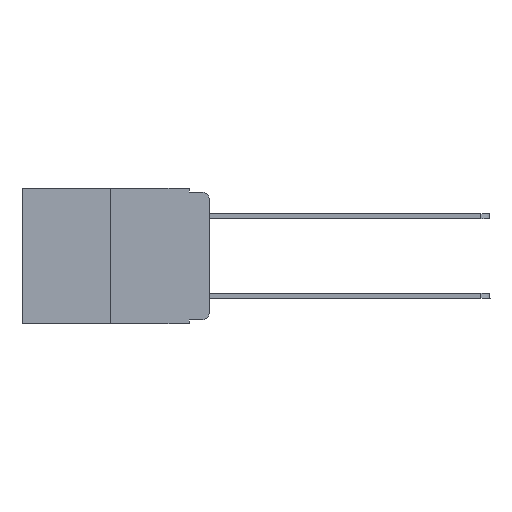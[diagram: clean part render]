
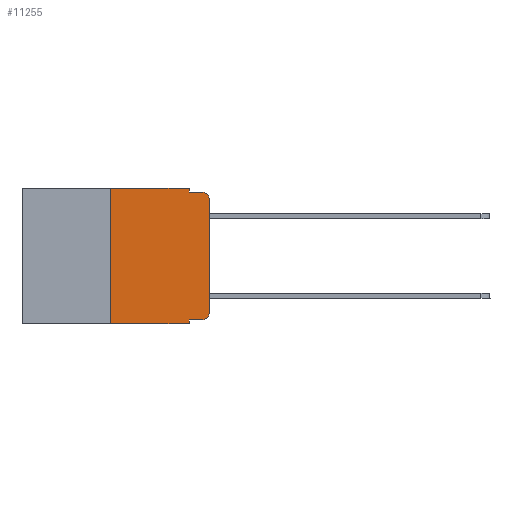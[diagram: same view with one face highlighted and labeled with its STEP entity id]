
A CAD part, left-side view. The second image highlights one B-rep face of the part: STEP entity #11255.
In plain terms, the highlighted planar face has unit normal (-1, 0, 0).
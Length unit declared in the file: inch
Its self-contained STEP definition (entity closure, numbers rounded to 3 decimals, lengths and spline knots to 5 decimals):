
#146 = DIRECTION ( 'NONE',  ( 0., 0., -1. ) ) ;
#289 = EDGE_LOOP ( 'NONE', ( #3226, #1005, #7472, #4746, #4244, #6820, #14542, #1785, #3796, #12827 ) ) ;
#576 = VERTEX_POINT ( 'NONE', #1808 ) ;
#1001 = CARTESIAN_POINT ( 'NONE',  ( 0., 0.051, -0.01 ) ) ;
#1005 = ORIENTED_EDGE ( 'NONE', *, *, #4870, .T. ) ;
#1039 = CARTESIAN_POINT ( 'NONE',  ( 0., 0.051, -0.333 ) ) ;
#1077 = CARTESIAN_POINT ( 'NONE',  ( 0., 0., 0. ) ) ;
#1102 = DIRECTION ( 'NONE',  ( 1., 0., 0. ) ) ;
#1237 = CARTESIAN_POINT ( 'NONE',  ( 0., 0.25, 0. ) ) ;
#1295 = LINE ( 'NONE', #1001, #6515 ) ;
#1785 = ORIENTED_EDGE ( 'NONE', *, *, #4131, .F. ) ;
#1808 = CARTESIAN_POINT ( 'NONE',  ( 0., 0.02, -0.333 ) ) ;
#1816 = VERTEX_POINT ( 'NONE', #11901 ) ;
#1845 = VECTOR ( 'NONE', #5862, 39.37008 ) ;
#2157 = DIRECTION ( 'NONE',  ( 0., -1., 0. ) ) ;
#2193 = DIRECTION ( 'NONE',  ( 0., -1., 0. ) ) ;
#2407 = DIRECTION ( 'NONE',  ( 0., 0., -1. ) ) ;
#2423 = VECTOR ( 'NONE', #146, 39.37008 ) ;
#2944 = VECTOR ( 'NONE', #9620, 39.37008 ) ;
#2973 = AXIS2_PLACEMENT_3D ( 'NONE', #5588, #3193, #3232 ) ;
#3193 = DIRECTION ( 'NONE',  ( -1., 0., 0. ) ) ;
#3226 = ORIENTED_EDGE ( 'NONE', *, *, #12844, .T. ) ;
#3232 = DIRECTION ( 'NONE',  ( 0., 0., -1. ) ) ;
#3309 = CARTESIAN_POINT ( 'NONE',  ( 0., 0., -0.03 ) ) ;
#3538 = VECTOR ( 'NONE', #2193, 39.37008 ) ;
#3692 = EDGE_CURVE ( 'NONE', #13016, #576, #11038, .T. ) ;
#3796 = ORIENTED_EDGE ( 'NONE', *, *, #3692, .T. ) ;
#3819 = AXIS2_PLACEMENT_3D ( 'NONE', #8399, #1102, #2407 ) ;
#3856 = CARTESIAN_POINT ( 'NONE',  ( 0., 0.25, 0. ) ) ;
#3944 = CARTESIAN_POINT ( 'NONE',  ( 0., 0.051, -0.333 ) ) ;
#4030 = AXIS2_PLACEMENT_3D ( 'NONE', #13133, #7032, #11895 ) ;
#4131 = EDGE_CURVE ( 'NONE', #13016, #14881, #4627, .T. ) ;
#4244 = ORIENTED_EDGE ( 'NONE', *, *, #13506, .F. ) ;
#4627 = LINE ( 'NONE', #13416, #2423 ) ;
#4746 = ORIENTED_EDGE ( 'NONE', *, *, #8345, .F. ) ;
#4870 = EDGE_CURVE ( 'NONE', #9446, #1816, #10448, .T. ) ;
#5192 = CARTESIAN_POINT ( 'NONE',  ( 0., 0.051, 0. ) ) ;
#5236 = FACE_OUTER_BOUND ( 'NONE', #289, .T. ) ;
#5253 = EDGE_CURVE ( 'NONE', #15105, #7225, #5757, .T. ) ;
#5588 = CARTESIAN_POINT ( 'NONE',  ( 0., 0.02, -0.03 ) ) ;
#5757 = LINE ( 'NONE', #3856, #12328 ) ;
#5862 = DIRECTION ( 'NONE',  ( 0., 0., 1. ) ) ;
#6515 = VECTOR ( 'NONE', #14271, 39.37008 ) ;
#6820 = ORIENTED_EDGE ( 'NONE', *, *, #5253, .F. ) ;
#7032 = DIRECTION ( 'NONE',  ( -1., 0., 0. ) ) ;
#7225 = VERTEX_POINT ( 'NONE', #1237 ) ;
#7239 = LINE ( 'NONE', #12909, #12891 ) ;
#7254 = LINE ( 'NONE', #1077, #1845 ) ;
#7472 = ORIENTED_EDGE ( 'NONE', *, *, #12033, .F. ) ;
#7546 = CARTESIAN_POINT ( 'NONE',  ( 0., 0.25, -0.343 ) ) ;
#8145 = LINE ( 'NONE', #8410, #2944 ) ;
#8345 = EDGE_CURVE ( 'NONE', #9615, #13258, #8747, .T. ) ;
#8399 = CARTESIAN_POINT ( 'NONE',  ( 0., 0.473, 0. ) ) ;
#8410 = CARTESIAN_POINT ( 'NONE',  ( 0., 0.473, 0. ) ) ;
#8747 = LINE ( 'NONE', #9851, #13663 ) ;
#9446 = VERTEX_POINT ( 'NONE', #3309 ) ;
#9615 = VERTEX_POINT ( 'NONE', #5192 ) ;
#9620 = DIRECTION ( 'NONE',  ( 0., -1., 0. ) ) ;
#9851 = CARTESIAN_POINT ( 'NONE',  ( 0., 0.051, 0. ) ) ;
#10428 = CIRCLE ( 'NONE', #4030, 0.02 ) ;
#10448 = CIRCLE ( 'NONE', #2973, 0.02 ) ;
#10649 = PLANE ( 'NONE',  #3819 ) ;
#11038 = LINE ( 'NONE', #1039, #3538 ) ;
#11255 = ADVANCED_FACE ( 'NONE', ( #5236 ), #10649, .F. ) ;
#11895 = DIRECTION ( 'NONE',  ( 0., 0., -1. ) ) ;
#11901 = CARTESIAN_POINT ( 'NONE',  ( 0., 0.02, -0.01 ) ) ;
#12033 = EDGE_CURVE ( 'NONE', #13258, #1816, #1295, .T. ) ;
#12071 = DIRECTION ( 'NONE',  ( 0., 0., 1. ) ) ;
#12328 = VECTOR ( 'NONE', #12071, 39.37008 ) ;
#12751 = CARTESIAN_POINT ( 'NONE',  ( 0., 0.051, -0.01 ) ) ;
#12791 = EDGE_CURVE ( 'NONE', #576, #13024, #10428, .T. ) ;
#12827 = ORIENTED_EDGE ( 'NONE', *, *, #12791, .T. ) ;
#12844 = EDGE_CURVE ( 'NONE', #13024, #9446, #7254, .T. ) ;
#12891 = VECTOR ( 'NONE', #2157, 39.37008 ) ;
#12909 = CARTESIAN_POINT ( 'NONE',  ( 0., 0.473, -0.343 ) ) ;
#13016 = VERTEX_POINT ( 'NONE', #3944 ) ;
#13024 = VERTEX_POINT ( 'NONE', #13514 ) ;
#13133 = CARTESIAN_POINT ( 'NONE',  ( 0., 0.02, -0.313 ) ) ;
#13244 = EDGE_CURVE ( 'NONE', #15105, #14881, #7239, .T. ) ;
#13258 = VERTEX_POINT ( 'NONE', #12751 ) ;
#13317 = CARTESIAN_POINT ( 'NONE',  ( 0., 0.051, -0.343 ) ) ;
#13399 = DIRECTION ( 'NONE',  ( 0., 0., -1. ) ) ;
#13416 = CARTESIAN_POINT ( 'NONE',  ( 0., 0.051, 0. ) ) ;
#13506 = EDGE_CURVE ( 'NONE', #7225, #9615, #8145, .T. ) ;
#13514 = CARTESIAN_POINT ( 'NONE',  ( 0., 0., -0.313 ) ) ;
#13663 = VECTOR ( 'NONE', #13399, 39.37008 ) ;
#14271 = DIRECTION ( 'NONE',  ( 0., -1., 0. ) ) ;
#14542 = ORIENTED_EDGE ( 'NONE', *, *, #13244, .T. ) ;
#14881 = VERTEX_POINT ( 'NONE', #13317 ) ;
#15105 = VERTEX_POINT ( 'NONE', #7546 ) ;
